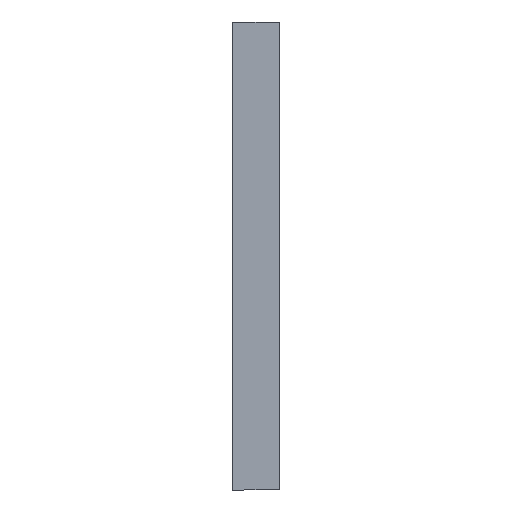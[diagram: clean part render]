
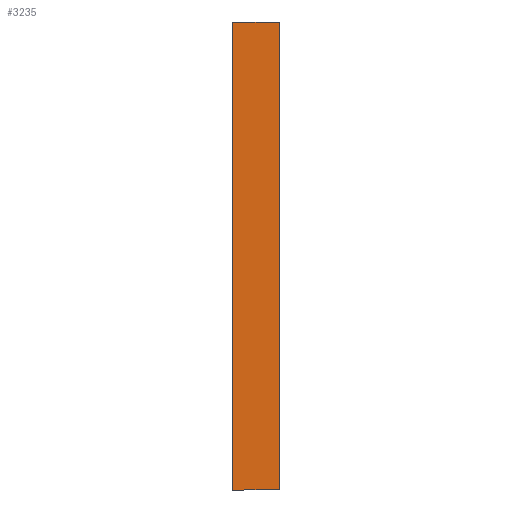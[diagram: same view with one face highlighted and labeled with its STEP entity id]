
A CAD part, front view. The second image highlights one B-rep face of the part: STEP entity #3235.
In plain terms, the highlighted planar face has unit normal (0, -1, 0).
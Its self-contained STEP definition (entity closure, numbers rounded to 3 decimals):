
#30 = CARTESIAN_POINT ( 'NONE',  ( -148.3, 0., 3000. ) ) ;
#63 = VECTOR ( 'NONE', #3709, 1000. ) ;
#93 = CARTESIAN_POINT ( 'NONE',  ( 148.3, 0., 3000. ) ) ;
#105 = DIRECTION ( 'NONE',  ( -1., 0., 0. ) ) ;
#111 = ORIENTED_EDGE ( 'NONE', *, *, #2524, .T. ) ;
#140 = CARTESIAN_POINT ( 'NONE',  ( 148.3, 0., 0. ) ) ;
#150 = VECTOR ( 'NONE', #197, 1000. ) ;
#175 = ORIENTED_EDGE ( 'NONE', *, *, #1890, .F. ) ;
#197 = DIRECTION ( 'NONE',  ( 1., 0., 0. ) ) ;
#220 = VERTEX_POINT ( 'NONE', #3616 ) ;
#242 = VECTOR ( 'NONE', #3233, 1000. ) ;
#427 = ORIENTED_EDGE ( 'NONE', *, *, #2169, .T. ) ;
#505 = LINE ( 'NONE', #140, #2479 ) ;
#545 = ORIENTED_EDGE ( 'NONE', *, *, #2166, .F. ) ;
#558 = ORIENTED_EDGE ( 'NONE', *, *, #2161, .F. ) ;
#672 = ORIENTED_EDGE ( 'NONE', *, *, #2175, .F. ) ;
#680 = LINE ( 'NONE', #1999, #3658 ) ;
#735 = CARTESIAN_POINT ( 'NONE',  ( 148.3, 0., 0. ) ) ;
#766 = FACE_OUTER_BOUND ( 'NONE', #1991, .T. ) ;
#768 = DIRECTION ( 'NONE',  ( 1., 0., 0. ) ) ;
#815 = VERTEX_POINT ( 'NONE', #1350 ) ;
#954 = VERTEX_POINT ( 'NONE', #1427 ) ;
#981 = VERTEX_POINT ( 'NONE', #1477 ) ;
#1009 = PLANE ( 'NONE',  #1278 ) ;
#1036 = DIRECTION ( 'NONE',  ( 0., 0., 1. ) ) ;
#1085 = DIRECTION ( 'NONE',  ( 0., 1., 0. ) ) ;
#1104 = LINE ( 'NONE', #3759, #63 ) ;
#1263 = ORIENTED_EDGE ( 'NONE', *, *, #2168, .T. ) ;
#1278 = AXIS2_PLACEMENT_3D ( 'NONE', #3765, #1085, #1036 ) ;
#1307 = VERTEX_POINT ( 'NONE', #1778 ) ;
#1314 = CARTESIAN_POINT ( 'NONE',  ( 148.3, 0., 3000. ) ) ;
#1350 = CARTESIAN_POINT ( 'NONE',  ( 148.3, 0., 3000. ) ) ;
#1381 = DIRECTION ( 'NONE',  ( 1., 0., 0. ) ) ;
#1427 = CARTESIAN_POINT ( 'NONE',  ( -148.3, 0., 0. ) ) ;
#1477 = CARTESIAN_POINT ( 'NONE',  ( 150., 0., 3000. ) ) ;
#1703 = ORIENTED_EDGE ( 'NONE', *, *, #2049, .T. ) ;
#1734 = VERTEX_POINT ( 'NONE', #1761 ) ;
#1761 = CARTESIAN_POINT ( 'NONE',  ( 148.3, 0., 0. ) ) ;
#1778 = CARTESIAN_POINT ( 'NONE',  ( -150., 0., 3000. ) ) ;
#1789 = VECTOR ( 'NONE', #105, 1000. ) ;
#1890 = EDGE_CURVE ( 'NONE', #3494, #815, #2717, .T. ) ;
#1991 = EDGE_LOOP ( 'NONE', ( #1703, #111, #558, #545, #175, #1263, #427, #672 ) ) ;
#1999 = CARTESIAN_POINT ( 'NONE',  ( -150., 0., 3000. ) ) ;
#2049 = EDGE_CURVE ( 'NONE', #954, #1734, #2378, .T. ) ;
#2088 = LINE ( 'NONE', #3679, #1789 ) ;
#2102 = CARTESIAN_POINT ( 'NONE',  ( 150., 0., 0. ) ) ;
#2161 = EDGE_CURVE ( 'NONE', #981, #2931, #1104, .T. ) ;
#2166 = EDGE_CURVE ( 'NONE', #815, #981, #2531, .T. ) ;
#2168 = EDGE_CURVE ( 'NONE', #3494, #1307, #2088, .T. ) ;
#2169 = EDGE_CURVE ( 'NONE', #1307, #220, #680, .T. ) ;
#2175 = EDGE_CURVE ( 'NONE', #954, #220, #505, .T. ) ;
#2378 = LINE ( 'NONE', #3219, #242 ) ;
#2479 = VECTOR ( 'NONE', #2653, 1000. ) ;
#2524 = EDGE_CURVE ( 'NONE', #1734, #2931, #3604, .T. ) ;
#2531 = LINE ( 'NONE', #93, #150 ) ;
#2653 = DIRECTION ( 'NONE',  ( -1., 0., 0. ) ) ;
#2717 = LINE ( 'NONE', #1314, #3524 ) ;
#2931 = VERTEX_POINT ( 'NONE', #2102 ) ;
#3219 = CARTESIAN_POINT ( 'NONE',  ( 148.3, 0., 0. ) ) ;
#3233 = DIRECTION ( 'NONE',  ( 1., 0., 0. ) ) ;
#3235 = ADVANCED_FACE ( 'NONE', ( #766 ), #1009, .F. ) ;
#3370 = VECTOR ( 'NONE', #768, 1000. ) ;
#3494 = VERTEX_POINT ( 'NONE', #30 ) ;
#3524 = VECTOR ( 'NONE', #1381, 1000. ) ;
#3604 = LINE ( 'NONE', #735, #3370 ) ;
#3616 = CARTESIAN_POINT ( 'NONE',  ( -150., 0., 0. ) ) ;
#3658 = VECTOR ( 'NONE', #3726, 1000. ) ;
#3679 = CARTESIAN_POINT ( 'NONE',  ( -148.3, 0., 3000. ) ) ;
#3709 = DIRECTION ( 'NONE',  ( 0., 0., -1. ) ) ;
#3726 = DIRECTION ( 'NONE',  ( 0., 0., -1. ) ) ;
#3759 = CARTESIAN_POINT ( 'NONE',  ( 150., 0., 3000. ) ) ;
#3765 = CARTESIAN_POINT ( 'NONE',  ( 148.3, 0., 3000. ) ) ;
